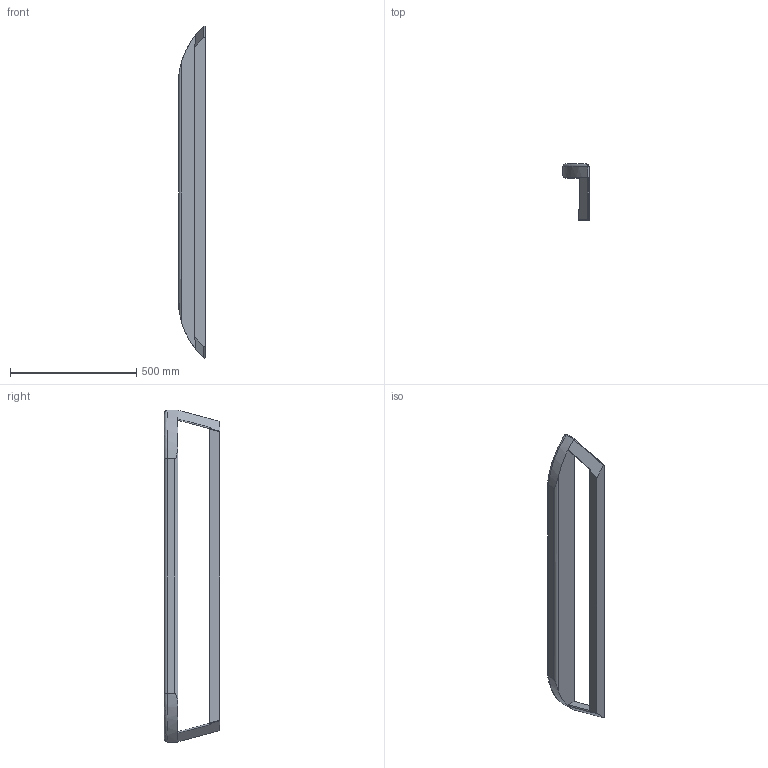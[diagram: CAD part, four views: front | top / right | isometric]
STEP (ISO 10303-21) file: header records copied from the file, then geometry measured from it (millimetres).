
FILE_DESCRIPTION (( 'STEP AP203' ), '1' );
FILE_NAME ('landing gear.STEP', '2022-06-16T00:14:16', ( '' ), ( '' ), 'SwSTEP 2.0', 'SolidWorks 2021', '' );
FILE_SCHEMA (( 'CONFIG_CONTROL_DESIGN' ));
Length unit declared in the file: millimetre
Products named in the file (1): landing gear
Bounding box: 104.22 x 220.52 x 1315.1 mm (x, y, z)
Volume: 8962418.4 mm3; surface area: 605753.9 mm2
Topology: 1 solids, 1 shells, 42 faces, 111 edges, 66 vertices
Faces by surface type: cylinder 23, plane 11, bspline 6, sphere 2
Entity records: 2010 total; most frequent: CARTESIAN_POINT 1038, ORIENTED_EDGE 210, DIRECTION 157, EDGE_CURVE 105, VERTEX_POINT 64, VECTOR 55, LINE 55, AXIS2_PLACEMENT_3D 51
